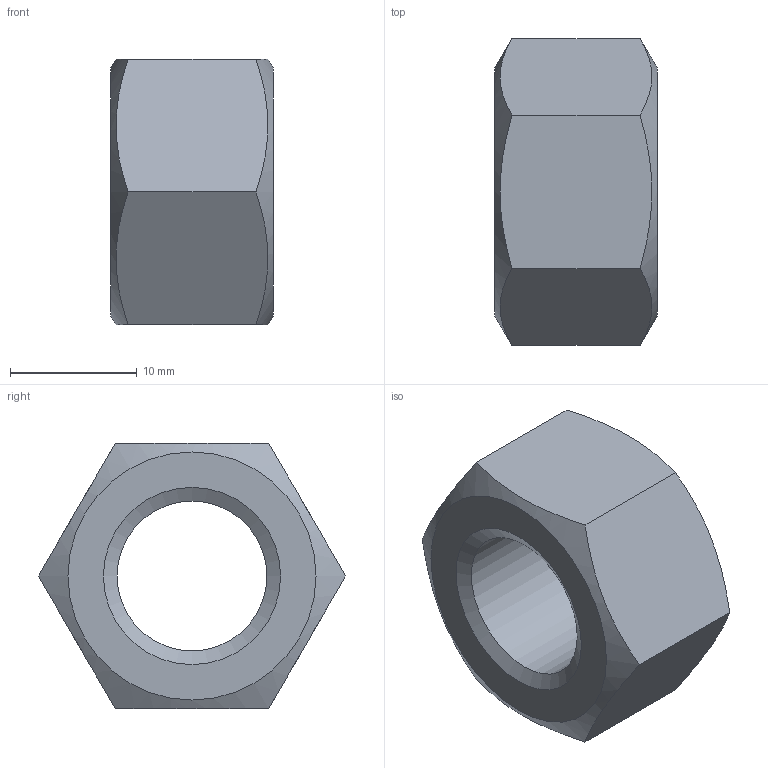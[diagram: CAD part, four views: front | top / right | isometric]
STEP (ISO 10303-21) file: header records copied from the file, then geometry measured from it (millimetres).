
FILE_DESCRIPTION(/* description */ (''),/* implementation_level */ '2;1');
FILE_NAME(/* name */ '14_Dai_oc.stp',/* time_stamp */ '2024-12-15T00:07:26+07:00',/* author */ ('hongquan'),/* organization */ (''),/* preprocessor_version */ 'ST-DEVELOPER v20',/* originating_system */ 'Autodesk Inventor 2025',/* authorisation */ '');
FILE_SCHEMA (('AUTOMOTIVE_DESIGN { 1 0 10303 214 3 1 1 }'));
Length unit declared in the file: millimetre
Products named in the file (2): 14_Dai_oc; ISO 4032 - M14
Assembly tree (1 placements, depth 2):
  14_Dai_oc
    ISO 4032 - M14
Bounding box: 12.8 x 24.25 x 21 mm (x, y, z)
Volume: 3386.6 mm3; surface area: 1837.2 mm2
Topology: 1 solids, 1 shells, 13 faces, 30 edges, 19 vertices
Faces by surface type: plane 8, cone 4, cylinder 1
Full cylindrical faces by diameter (mm): 11.835 x1
Entity records: 428 total; most frequent: CARTESIAN_POINT 89, ORIENTED_EDGE 60, DIRECTION 57, EDGE_CURVE 30, AXIS2_PLACEMENT_3D 23, VERTEX_POINT 19, EDGE_LOOP 15, FACE_OUTER_BOUND 13
